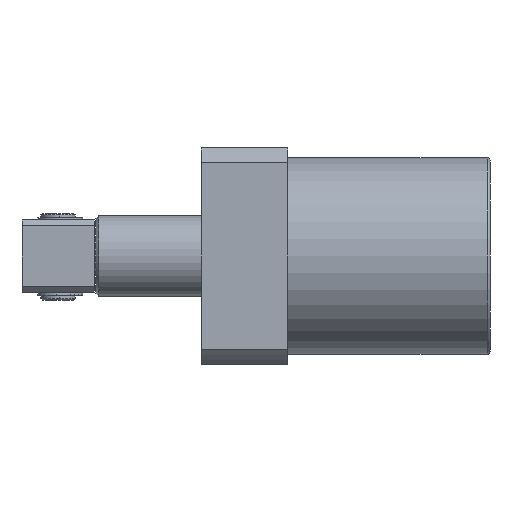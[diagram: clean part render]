
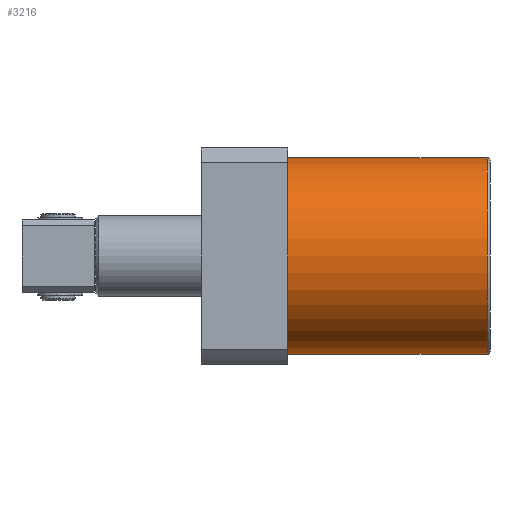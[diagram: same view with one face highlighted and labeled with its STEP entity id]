
A CAD part, left-side view. The second image highlights one B-rep face of the part: STEP entity #3216.
In plain terms, the highlighted cylindrical face has radius 34 mm (diameter 68 mm), a partial arc.
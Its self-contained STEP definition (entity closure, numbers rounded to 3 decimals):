
#1972 = AXIS2_PLACEMENT_3D ( 'NONE', #2165, #2166, #2167 ) ;
#1979 = AXIS2_PLACEMENT_3D ( 'NONE', #2295, #2296, #2297 ) ;
#2078 = DIRECTION ( 'NONE',  ( 0., -1., 0. ) ) ;
#2081 = CARTESIAN_POINT ( 'NONE',  ( 0., 70., 34. ) ) ;
#2085 = CARTESIAN_POINT ( 'NONE',  ( 0., 70., -34. ) ) ;
#2087 = DIRECTION ( 'NONE',  ( 0., -1., 0. ) ) ;
#2165 = CARTESIAN_POINT ( 'NONE',  ( 0., 70., 0. ) ) ;
#2166 = DIRECTION ( 'NONE',  ( 0., 1., 0. ) ) ;
#2167 = DIRECTION ( 'NONE',  ( 0., 0., 1. ) ) ;
#2295 = CARTESIAN_POINT ( 'NONE',  ( 0., 1., 0. ) ) ;
#2296 = DIRECTION ( 'NONE',  ( 0., 1., 0. ) ) ;
#2297 = DIRECTION ( 'NONE',  ( 0., 0., 1. ) ) ;
#2365 = CARTESIAN_POINT ( 'NONE',  ( 0., 70., 34. ) ) ;
#2370 = CARTESIAN_POINT ( 'NONE',  ( 0., 70., -34. ) ) ;
#2873 = ORIENTED_EDGE ( 'NONE', *, *, #5067, .F. ) ;
#2874 = ORIENTED_EDGE ( 'NONE', *, *, #5090, .F. ) ;
#2875 = ORIENTED_EDGE ( 'NONE', *, *, #5068, .T. ) ;
#2876 = ORIENTED_EDGE ( 'NONE', *, *, #5112, .T. ) ;
#2889 = VERTEX_POINT ( 'NONE', #6357 ) ;
#2895 = VERTEX_POINT ( 'NONE', #6361 ) ;
#3066 = FACE_OUTER_BOUND ( 'NONE', #5238, .T. ) ;
#3071 = CYLINDRICAL_SURFACE ( 'NONE', #3488, 34. ) ;
#3216 = ADVANCED_FACE ( 'NONE', ( #3066 ), #3071, .T. ) ;
#3488 = AXIS2_PLACEMENT_3D ( 'NONE', #5878, #5877, #5873 ) ;
#4066 = LINE ( 'NONE', #2081, #4070 ) ;
#4069 = LINE ( 'NONE', #2085, #4072 ) ;
#4070 = VECTOR ( 'NONE', #2078, 1000. ) ;
#4072 = VECTOR ( 'NONE', #2087, 1000. ) ;
#4106 = CIRCLE ( 'NONE', #1972, 34. ) ;
#4125 = CIRCLE ( 'NONE', #1979, 34. ) ;
#5067 = EDGE_CURVE ( 'NONE', #5258, #2895, #4066, .T. ) ;
#5068 = EDGE_CURVE ( 'NONE', #5263, #2889, #4069, .T. ) ;
#5090 = EDGE_CURVE ( 'NONE', #5263, #5258, #4106, .T. ) ;
#5112 = EDGE_CURVE ( 'NONE', #2889, #2895, #4125, .T. ) ;
#5238 = EDGE_LOOP ( 'NONE', ( #2873, #2874, #2875, #2876 ) ) ;
#5258 = VERTEX_POINT ( 'NONE', #2365 ) ;
#5263 = VERTEX_POINT ( 'NONE', #2370 ) ;
#5873 = DIRECTION ( 'NONE',  ( 0., 0., -1. ) ) ;
#5877 = DIRECTION ( 'NONE',  ( 0., -1., 0. ) ) ;
#5878 = CARTESIAN_POINT ( 'NONE',  ( 0., 70., 0. ) ) ;
#6357 = CARTESIAN_POINT ( 'NONE',  ( 0., 1., -34. ) ) ;
#6361 = CARTESIAN_POINT ( 'NONE',  ( 0., 1., 34. ) ) ;
